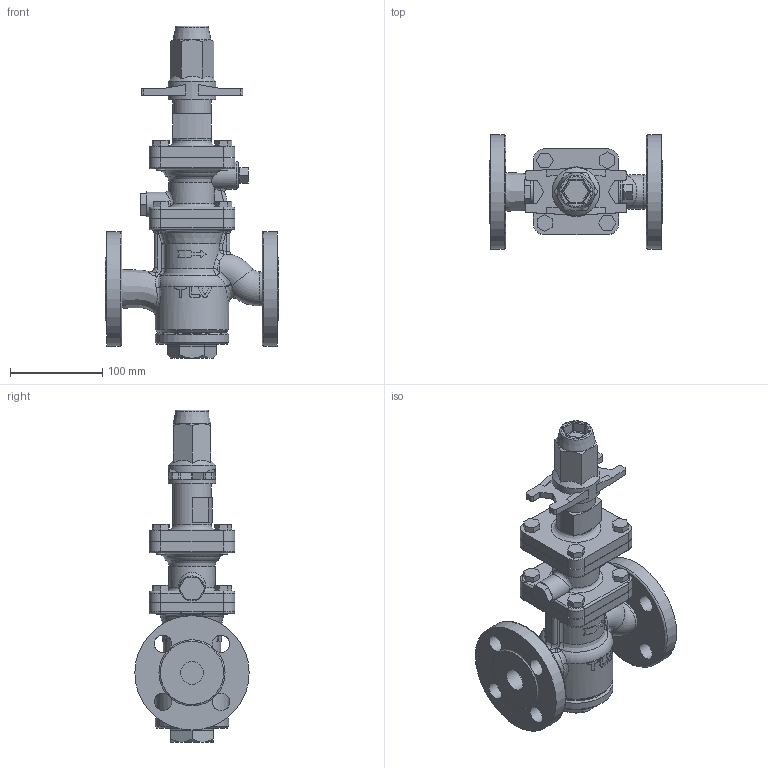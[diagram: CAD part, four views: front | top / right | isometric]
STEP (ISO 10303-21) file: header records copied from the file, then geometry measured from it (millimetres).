
FILE_DESCRIPTION((''),'2;1');
FILE_NAME('csr3x-025-a0250-00.stp','2010-06-24T09:22:24',('nakaot'),(''),'Autodesk Inventor 2008','Autodesk Inventor 2008','');
FILE_SCHEMA(('AUTOMOTIVE_DESIGN { 1 0 10303 214 1 1 1 1 }'));
Length unit declared in the file: millimetre
Products named in the file (1): csr3x-025-a0250-00
Bounding box: 188 x 124 x 360 mm (x, y, z)
Volume: 1766185.1 mm3; surface area: 221227.7 mm2
Topology: 1 solids, 1 shells, 558 faces, 1405 edges, 869 vertices
Faces by surface type: plane 213, cylinder 148, bspline 142, torus 35, cone 20
Full cylindrical faces by diameter (mm): 10 x16, 25 x2, 27 x1, 30 x1, 37 x1, 42 x1, 52 x1, 60 x2, 70 x1, 80 x2, 124 x2
Entity records: 38615 total; most frequent: CARTESIAN_POINT 26401, ORIENTED_EDGE 2604, DIRECTION 2287, EDGE_CURVE 1302, AXIS2_PLACEMENT_3D 865, VERTEX_POINT 844, EDGE_LOOP 688, FACE_OUTER_BOUND 558
